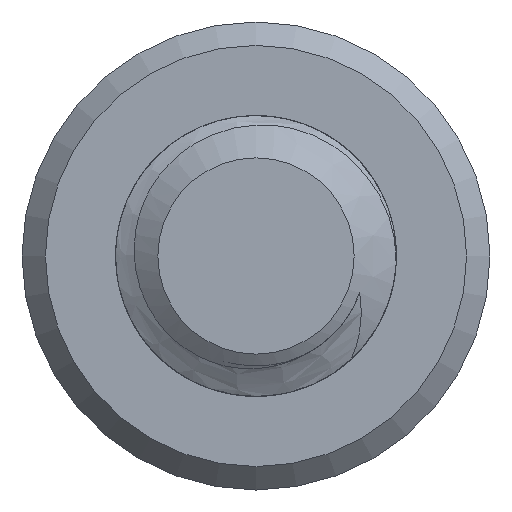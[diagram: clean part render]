
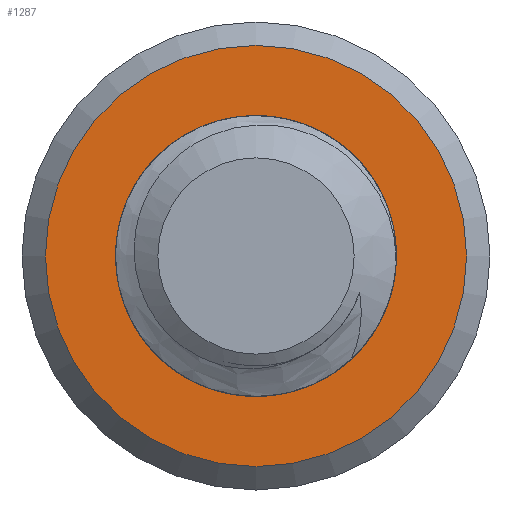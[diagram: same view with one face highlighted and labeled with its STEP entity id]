
A CAD part, left-side view. The second image highlights one B-rep face of the part: STEP entity #1287.
In plain terms, the highlighted face is planar.
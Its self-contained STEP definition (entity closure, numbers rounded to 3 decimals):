
#20=FACE_BOUND('',#185,.T.);
#23=PLANE('',#1390);
#109=FACE_OUTER_BOUND('',#184,.T.);
#184=EDGE_LOOP('',(#1128));
#185=EDGE_LOOP('',(#1129,#1130,#1131,#1132));
#198=CIRCLE('',#1316,3.);
#202=CIRCLE('',#1370,4.5);
#208=CIRCLE('',#1381,2.35);
#321=B_SPLINE_CURVE_WITH_KNOTS('',3,(#6208,#6209,#6210,#6211,#6212,#6213,
#6214,#6215,#6216,#6217,#6218,#6219,#6220,#6221,#6222,#6223),
 .UNSPECIFIED.,.F.,.F.,(4,2,2,2,2,2,2,4),(0.,0.063,0.123,
0.214,0.337,0.493,0.643,
0.821),.UNSPECIFIED.);
#322=B_SPLINE_CURVE_WITH_KNOTS('',3,(#6898,#6899,#6900,#6901,#6902,#6903,
#6904,#6905,#6906,#6907,#6908,#6909,#6910,#6911,#6912,#6913,#6914,#6915),
 .UNSPECIFIED.,.F.,.F.,(4,2,2,2,2,2,2,2,4),(0.,0.084,0.161,
0.268,0.31,0.377,0.449,
0.51,0.597),.UNSPECIFIED.);
#457=VERTEX_POINT('',#1658);
#458=VERTEX_POINT('',#1671);
#561=VERTEX_POINT('',#5419);
#570=VERTEX_POINT('',#5490);
#571=VERTEX_POINT('',#5503);
#584=EDGE_CURVE('',#457,#458,#198,.T.);
#737=EDGE_CURVE('',#561,#561,#202,.T.);
#751=EDGE_CURVE('',#571,#570,#208,.T.);
#755=EDGE_CURVE('',#570,#458,#321,.T.);
#756=EDGE_CURVE('',#457,#571,#322,.T.);
#1128=ORIENTED_EDGE('',*,*,#737,.T.);
#1129=ORIENTED_EDGE('',*,*,#584,.F.);
#1130=ORIENTED_EDGE('',*,*,#756,.T.);
#1131=ORIENTED_EDGE('',*,*,#751,.T.);
#1132=ORIENTED_EDGE('',*,*,#755,.T.);
#1287=ADVANCED_FACE('',(#109,#20),#23,.F.);
#1316=AXIS2_PLACEMENT_3D('',#1672,#1411,#1412);
#1370=AXIS2_PLACEMENT_3D('',#5421,#1569,#1570);
#1381=AXIS2_PLACEMENT_3D('',#5504,#1594,#1595);
#1390=AXIS2_PLACEMENT_3D('',#6927,#1612,#1613);
#1411=DIRECTION('center_axis',(0.,0.,1.));
#1412=DIRECTION('ref_axis',(1.,0.,0.));
#1569=DIRECTION('center_axis',(0.,0.,1.));
#1570=DIRECTION('ref_axis',(-1.,0.,0.));
#1594=DIRECTION('center_axis',(0.,0.,-1.));
#1595=DIRECTION('ref_axis',(1.,0.,0.));
#1612=DIRECTION('center_axis',(0.,0.,-1.));
#1613=DIRECTION('ref_axis',(-1.,0.,0.));
#1658=CARTESIAN_POINT('',(0.,3.,-25.));
#1671=CARTESIAN_POINT('',(-2.102,2.141,-25.));
#1672=CARTESIAN_POINT('Origin',(0.,0.,-25.));
#5419=CARTESIAN_POINT('',(4.5,0.,-25.));
#5421=CARTESIAN_POINT('Origin',(0.,0.,-25.));
#5490=CARTESIAN_POINT('',(0.,-2.35,-25.));
#5503=CARTESIAN_POINT('',(1.647,-1.677,-25.));
#5504=CARTESIAN_POINT('Origin',(0.,0.,-25.));
#6208=CARTESIAN_POINT('Ctrl Pts',(0.,-2.35,
-25.));
#6209=CARTESIAN_POINT('Ctrl Pts',(-0.208,-2.373,
-25.));
#6210=CARTESIAN_POINT('Ctrl Pts',(-0.417,-2.368,
-25.));
#6211=CARTESIAN_POINT('Ctrl Pts',(-0.822,-2.309,
-25.));
#6212=CARTESIAN_POINT('Ctrl Pts',(-1.016,-2.256,-25.));
#6213=CARTESIAN_POINT('Ctrl Pts',(-1.484,-2.065,-25.));
#6214=CARTESIAN_POINT('Ctrl Pts',(-1.742,-1.898,-25.));
#6215=CARTESIAN_POINT('Ctrl Pts',(-2.262,-1.408,-25.));
#6216=CARTESIAN_POINT('Ctrl Pts',(-2.446,-1.095,-25.));
#6217=CARTESIAN_POINT('Ctrl Pts',(-2.703,-0.516,-25.));
#6218=CARTESIAN_POINT('Ctrl Pts',(-2.784,-0.168,
-25.));
#6219=CARTESIAN_POINT('Ctrl Pts',(-2.809,0.526,-25.));
#6220=CARTESIAN_POINT('Ctrl Pts',(-2.758,0.864,-25.));
#6221=CARTESIAN_POINT('Ctrl Pts',(-2.517,1.568,-25.));
#6222=CARTESIAN_POINT('Ctrl Pts',(-2.313,1.891,-25.));
#6223=CARTESIAN_POINT('Ctrl Pts',(-2.102,2.141,-25.));
#6898=CARTESIAN_POINT('Ctrl Pts',(0.,3.,
-25.));
#6899=CARTESIAN_POINT('Ctrl Pts',(0.279,2.977,-25.));
#6900=CARTESIAN_POINT('Ctrl Pts',(0.554,2.912,-25.));
#6901=CARTESIAN_POINT('Ctrl Pts',(1.051,2.715,-25.));
#6902=CARTESIAN_POINT('Ctrl Pts',(1.274,2.59,-25.));
#6903=CARTESIAN_POINT('Ctrl Pts',(1.763,2.221,-25.));
#6904=CARTESIAN_POINT('Ctrl Pts',(2.006,1.953,-25.));
#6905=CARTESIAN_POINT('Ctrl Pts',(2.265,1.528,-25.));
#6906=CARTESIAN_POINT('Ctrl Pts',(2.347,1.374,-25.));
#6907=CARTESIAN_POINT('Ctrl Pts',(2.525,0.906,-25.));
#6908=CARTESIAN_POINT('Ctrl Pts',(2.582,0.601,-25.));
#6909=CARTESIAN_POINT('Ctrl Pts',(2.584,-0.034,-25.));
#6910=CARTESIAN_POINT('Ctrl Pts',(2.522,-0.357,-25.));
#6911=CARTESIAN_POINT('Ctrl Pts',(2.298,-0.92,-25.));
#6912=CARTESIAN_POINT('Ctrl Pts',(2.173,-1.109,-25.));
#6913=CARTESIAN_POINT('Ctrl Pts',(1.961,-1.398,-25.));
#6914=CARTESIAN_POINT('Ctrl Pts',(1.813,-1.549,-25.));
#6915=CARTESIAN_POINT('Ctrl Pts',(1.647,-1.677,-25.));
#6927=CARTESIAN_POINT('Origin',(0.,0.,-25.));
